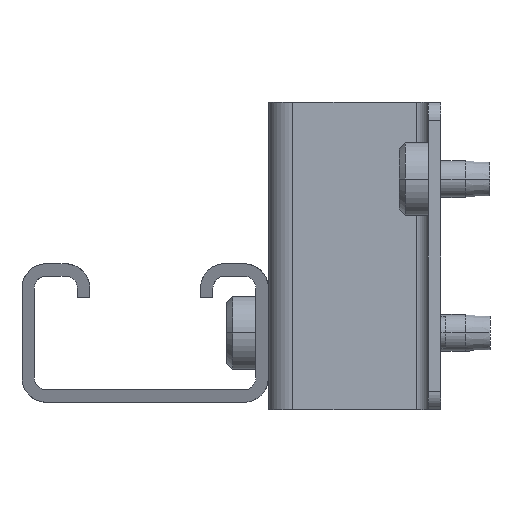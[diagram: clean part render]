
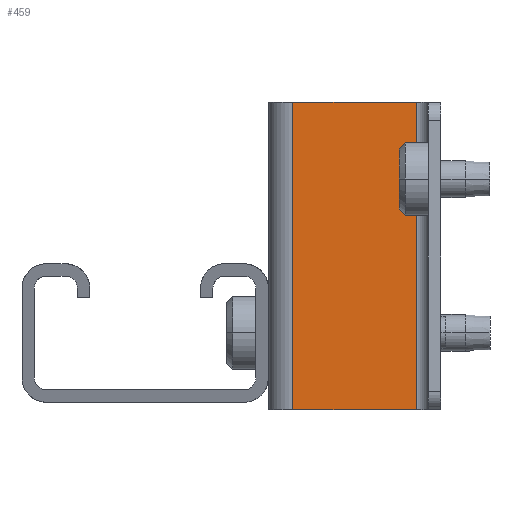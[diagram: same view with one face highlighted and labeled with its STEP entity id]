
A CAD part, left-side view. The second image highlights one B-rep face of the part: STEP entity #459.
In plain terms, the highlighted planar face has unit normal (-1, 0, 0).
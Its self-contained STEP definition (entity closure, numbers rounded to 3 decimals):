
#459=ADVANCED_FACE('',(#887),#888,.T.);
#887=FACE_OUTER_BOUND('',#1362,.T.);
#888=PLANE('',#1363);
#1362=EDGE_LOOP('',(#2122,#2123,#2124,#2125));
#1363=AXIS2_PLACEMENT_3D('',#2126,#2127,#2128);
#2122=ORIENTED_EDGE('',*,*,#3037,.T.);
#2123=ORIENTED_EDGE('',*,*,#3089,.F.);
#2124=ORIENTED_EDGE('',*,*,#3098,.T.);
#2125=ORIENTED_EDGE('',*,*,#3095,.T.);
#2126=CARTESIAN_POINT('',(18.0,27.0,50.0));
#2127=DIRECTION('',(-1.0,0.0,0.0));
#2128=DIRECTION('',(0.0,1.0,0.0));
#3037=EDGE_CURVE('',#3600,#3598,#3601,.T.);
#3089=EDGE_CURVE('',#3669,#3598,#3671,.T.);
#3095=EDGE_CURVE('',#3677,#3600,#3678,.T.);
#3098=EDGE_CURVE('',#3669,#3677,#3681,.T.);
#3598=VERTEX_POINT('',#4356);
#3600=VERTEX_POINT('',#4358);
#3601=LINE('',#4359,#4360);
#3669=VERTEX_POINT('',#4444);
#3671=LINE('',#4446,#4447);
#3677=VERTEX_POINT('',#4455);
#3678=LINE('',#4456,#4457);
#3681=LINE('',#4460,#4461);
#4356=CARTESIAN_POINT('',(18.,12.,0.0));
#4358=CARTESIAN_POINT('',(18.0,32.0,0.0));
#4359=CARTESIAN_POINT('',(18.0,22.0,0.0));
#4360=VECTOR('',#5209,1.0);
#4444=CARTESIAN_POINT('',(18.,12.,50.0));
#4446=CARTESIAN_POINT('',(18.,12.,50.0));
#4447=VECTOR('',#5289,1.0);
#4455=CARTESIAN_POINT('',(18.0,32.0,50.0));
#4456=CARTESIAN_POINT('',(18.0,32.0,50.0));
#4457=VECTOR('',#5292,1.0);
#4460=CARTESIAN_POINT('',(18.0,22.0,50.0));
#4461=VECTOR('',#5296,1.0);
#5209=DIRECTION('',(0.0,-1.0,0.0));
#5289=DIRECTION('',(0.0,0.0,-1.0));
#5292=DIRECTION('',(0.0,0.0,-1.0));
#5296=DIRECTION('',(0.0,1.0,0.0));
